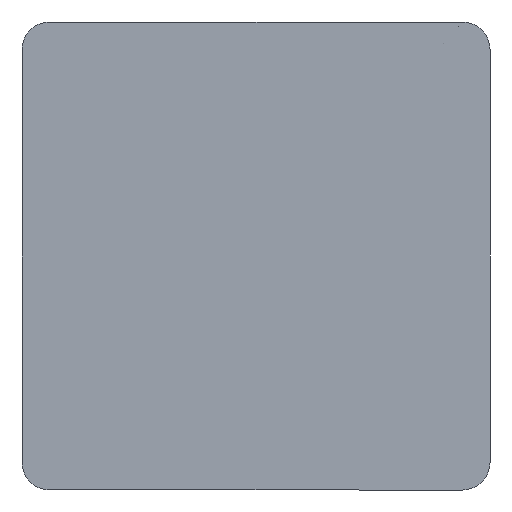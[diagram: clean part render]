
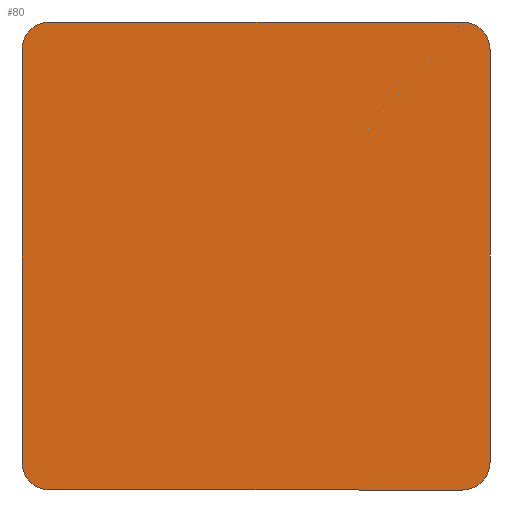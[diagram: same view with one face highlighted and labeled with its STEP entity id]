
A CAD part, front view. The second image highlights one B-rep face of the part: STEP entity #80.
In plain terms, the highlighted planar face has unit normal (0, -1, 0).
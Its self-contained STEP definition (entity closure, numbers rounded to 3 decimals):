
#2 = EDGE_CURVE ( 'NONE', #86, #69, #175, .T. ) ;
#4 = VECTOR ( 'NONE', #56, 1000. ) ;
#8 = CARTESIAN_POINT ( 'NONE',  ( -22.5, 0., 22.5 ) ) ;
#13 = CARTESIAN_POINT ( 'NONE',  ( 25.5, 0., 25.5 ) ) ;
#15 = CARTESIAN_POINT ( 'NONE',  ( 22.5, 0., 25.5 ) ) ;
#27 = DIRECTION ( 'NONE',  ( 0., 0., -1. ) ) ;
#28 = VERTEX_POINT ( 'NONE', #212 ) ;
#31 = EDGE_CURVE ( 'NONE', #281, #64, #292, .T. ) ;
#34 = CARTESIAN_POINT ( 'NONE',  ( 22.5, 0., -22.5 ) ) ;
#40 = CARTESIAN_POINT ( 'NONE',  ( 0., 0., 0. ) ) ;
#44 = DIRECTION ( 'NONE',  ( -1., 0., 0. ) ) ;
#46 = FACE_OUTER_BOUND ( 'NONE', #255, .T. ) ;
#47 = CARTESIAN_POINT ( 'NONE',  ( 22.5, 0., 22.5 ) ) ;
#52 = DIRECTION ( 'NONE',  ( 0., 0., 1. ) ) ;
#53 = AXIS2_PLACEMENT_3D ( 'NONE', #47, #194, #52 ) ;
#56 = DIRECTION ( 'NONE',  ( 1., 0., 0. ) ) ;
#57 = AXIS2_PLACEMENT_3D ( 'NONE', #8, #211, #94 ) ;
#58 = ORIENTED_EDGE ( 'NONE', *, *, #2, .T. ) ;
#59 = CARTESIAN_POINT ( 'NONE',  ( -25.5, 0., -22.5 ) ) ;
#60 = ORIENTED_EDGE ( 'NONE', *, *, #31, .T. ) ;
#64 = VERTEX_POINT ( 'NONE', #129 ) ;
#65 = DIRECTION ( 'NONE',  ( 0., 1., 0. ) ) ;
#69 = VERTEX_POINT ( 'NONE', #177 ) ;
#72 = ORIENTED_EDGE ( 'NONE', *, *, #262, .T. ) ;
#76 = LINE ( 'NONE', #13, #4 ) ;
#78 = DIRECTION ( 'NONE',  ( 0., 0., 1. ) ) ;
#80 = ADVANCED_FACE ( 'NONE', ( #46 ), #227, .F. ) ;
#84 = VERTEX_POINT ( 'NONE', #180 ) ;
#85 = VECTOR ( 'NONE', #44, 1000. ) ;
#86 = VERTEX_POINT ( 'NONE', #59 ) ;
#92 = AXIS2_PLACEMENT_3D ( 'NONE', #34, #193, #78 ) ;
#93 = EDGE_CURVE ( 'NONE', #86, #64, #111, .T. ) ;
#94 = DIRECTION ( 'NONE',  ( 0., 0., 1. ) ) ;
#96 = AXIS2_PLACEMENT_3D ( 'NONE', #139, #163, #188 ) ;
#104 = VECTOR ( 'NONE', #247, 1000. ) ;
#107 = LINE ( 'NONE', #113, #85 ) ;
#111 = LINE ( 'NONE', #254, #104 ) ;
#113 = CARTESIAN_POINT ( 'NONE',  ( 25.5, 0., -25.5 ) ) ;
#118 = CIRCLE ( 'NONE', #92, 3. ) ;
#124 = CARTESIAN_POINT ( 'NONE',  ( 25.5, 0., -22.5 ) ) ;
#129 = CARTESIAN_POINT ( 'NONE',  ( -25.5, 0., 22.5 ) ) ;
#130 = ORIENTED_EDGE ( 'NONE', *, *, #220, .T. ) ;
#134 = CARTESIAN_POINT ( 'NONE',  ( 25.5, 0., 25.5 ) ) ;
#139 = CARTESIAN_POINT ( 'NONE',  ( -22.5, 0., -22.5 ) ) ;
#152 = EDGE_CURVE ( 'NONE', #84, #181, #187, .T. ) ;
#159 = ORIENTED_EDGE ( 'NONE', *, *, #152, .F. ) ;
#163 = DIRECTION ( 'NONE',  ( 0., -1., 0. ) ) ;
#165 = VECTOR ( 'NONE', #27, 1000. ) ;
#174 = EDGE_CURVE ( 'NONE', #28, #69, #107, .T. ) ;
#175 = CIRCLE ( 'NONE', #96, 3. ) ;
#177 = CARTESIAN_POINT ( 'NONE',  ( -22.5, 0., -25.5 ) ) ;
#180 = CARTESIAN_POINT ( 'NONE',  ( 25.5, 0., 22.5 ) ) ;
#181 = VERTEX_POINT ( 'NONE', #124 ) ;
#187 = LINE ( 'NONE', #134, #165 ) ;
#188 = DIRECTION ( 'NONE',  ( 0., 0., 1. ) ) ;
#189 = CIRCLE ( 'NONE', #53, 3. ) ;
#193 = DIRECTION ( 'NONE',  ( 0., -1., 0. ) ) ;
#194 = DIRECTION ( 'NONE',  ( 0., -1., 0. ) ) ;
#203 = ORIENTED_EDGE ( 'NONE', *, *, #234, .F. ) ;
#211 = DIRECTION ( 'NONE',  ( 0., -1., 0. ) ) ;
#212 = CARTESIAN_POINT ( 'NONE',  ( 22.5, 0., -25.5 ) ) ;
#220 = EDGE_CURVE ( 'NONE', #28, #181, #118, .T. ) ;
#227 = PLANE ( 'NONE',  #243 ) ;
#232 = ORIENTED_EDGE ( 'NONE', *, *, #93, .F. ) ;
#234 = EDGE_CURVE ( 'NONE', #281, #246, #76, .T. ) ;
#243 = AXIS2_PLACEMENT_3D ( 'NONE', #40, #65, #252 ) ;
#246 = VERTEX_POINT ( 'NONE', #15 ) ;
#247 = DIRECTION ( 'NONE',  ( 0., 0., 1. ) ) ;
#252 = DIRECTION ( 'NONE',  ( 0., 0., 1. ) ) ;
#254 = CARTESIAN_POINT ( 'NONE',  ( -25.5, 0., 25.5 ) ) ;
#255 = EDGE_LOOP ( 'NONE', ( #295, #130, #159, #72, #203, #60, #232, #58 ) ) ;
#262 = EDGE_CURVE ( 'NONE', #84, #246, #189, .T. ) ;
#281 = VERTEX_POINT ( 'NONE', #286 ) ;
#286 = CARTESIAN_POINT ( 'NONE',  ( -22.5, 0., 25.5 ) ) ;
#292 = CIRCLE ( 'NONE', #57, 3. ) ;
#295 = ORIENTED_EDGE ( 'NONE', *, *, #174, .F. ) ;
